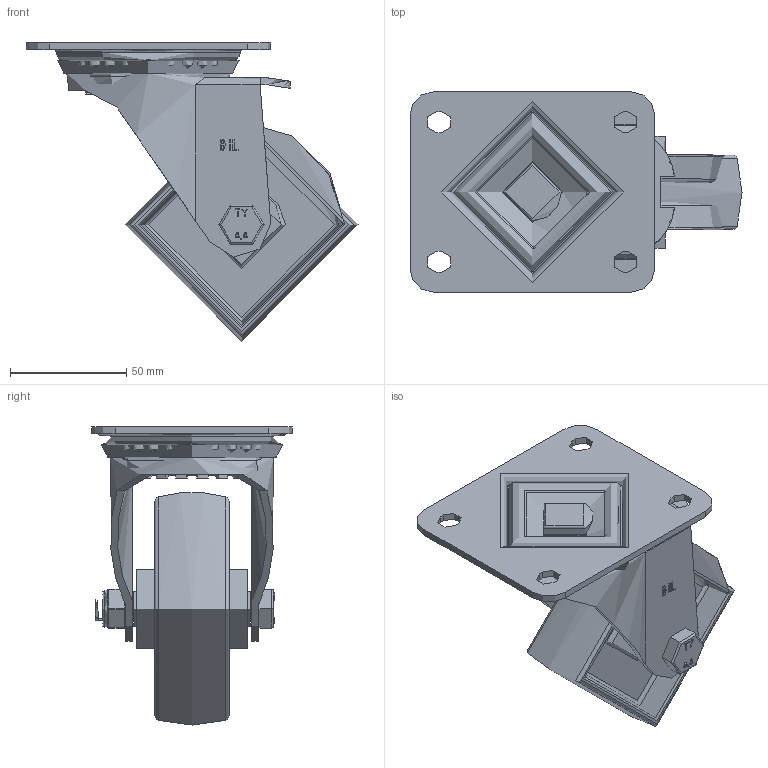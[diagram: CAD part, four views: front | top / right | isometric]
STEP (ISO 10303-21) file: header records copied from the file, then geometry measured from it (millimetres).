
FILE_DESCRIPTION(/* description */ (''),/* implementation_level */ '2;1');
FILE_NAME(/* name */ 'BZEH100NYB.step',/* time_stamp */ '2025-04-16T09:25:37+01:00',/* author */ (''),/* organization */ (''),/* preprocessor_version */ 'ST-DEVELOPER v20.1',/* originating_system */ 'Autodesk Translation Framework v14.4.0.0',/* authorisation */ '');
FILE_SCHEMA (('AUTOMOTIVE_DESIGN { 1 0 10303 214 3 1 1 }'));
Length unit declared in the file: millimetre
Products named in the file (24): BZEH100NYB; BZEH100AS - 2 v2; ZINC PLATED, PRESSED STEEL TOP PLATE; ZINC PLATED, PRESSED STEEL TOP PLATE Geometry; Pattern; Component2; BEARING SEAL; ZINC PLATED PRESSED STEEL FORKS; BZH100WNYRB61 v1; NYLON WHEEL; NYLON WHEEL2; CAPS; ROLLER BEARING; CAGE; RIBS; Component4; TUBEM15X50 v1; ZINC PLATED AXLE TUBE; HEXBOLTM10X70Z8.8 v2; GRADE 8.8 THREADED ZINC PLATED BOLT; NYLOCM10Z v1; NYLOC NUT; RUBBER; NUT
Assembly tree (49 placements, depth 5):
  BZEH100NYB
    BZEH100AS - 2 v2
      ZINC PLATED, PRESSED STEEL TOP PLATE
        ZINC PLATED, PRESSED STEEL TOP PLATE Geometry
        Pattern
          Component2  x20
      BEARING SEAL
      ZINC PLATED PRESSED STEEL FORKS
    BZH100WNYRB61 v1
      NYLON WHEEL
        NYLON WHEEL2
        CAPS
      ROLLER BEARING
        CAGE
        RIBS
          Component4  x8
    TUBEM15X50 v1
      ZINC PLATED AXLE TUBE
    HEXBOLTM10X70Z8.8 v2
      GRADE 8.8 THREADED ZINC PLATED BOLT
    NYLOCM10Z v1
      NYLOC NUT
        RUBBER
        NUT
Bounding box: 142.5 x 86 x 128 mm (x, y, z)
Volume: 233131.1 mm3; surface area: 114686.3 mm2
Topology: 39 solids, 39 shells, 592 faces, 1479 edges, 937 vertices
Faces by surface type: plane 315, cylinder 141, bspline 53, torus 42, sphere 32, cone 9
Full cylindrical faces by diameter (mm): 4 x8, 8.141 x18, 9.85 x19, 10 x3, 10.2 x2, 10.5 x1, 12 x2, 15 x2, 15.2 x2, 16 x2, 21 x1, 22.75 x1, 23 x3, 25 x2, 30 x1, 34 x2, 54 x1, 64 x1, 70 x1
Entity records: 25474 total; most frequent: CARTESIAN_POINT 11549, ORIENTED_EDGE 2798, DIRECTION 2754, EDGE_CURVE 1399, AXIS2_PLACEMENT_3D 1015, VERTEX_POINT 885, LINE 724, VECTOR 724
